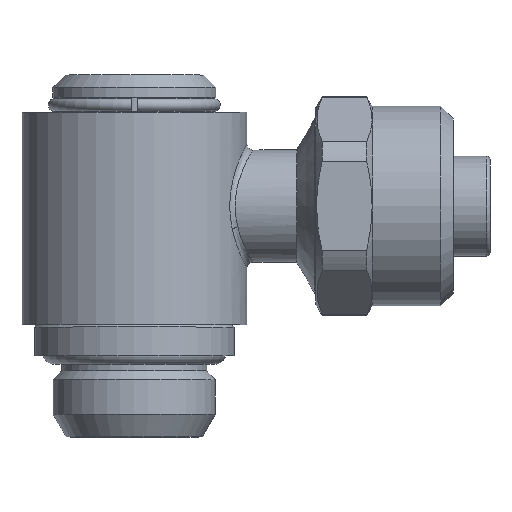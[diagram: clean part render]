
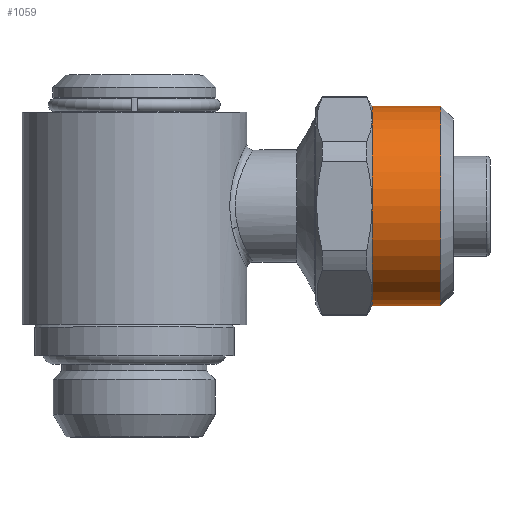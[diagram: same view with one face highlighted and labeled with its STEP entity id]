
A CAD part, top view. The second image highlights one B-rep face of the part: STEP entity #1059.
In plain terms, the highlighted cylindrical face has radius 8 mm (diameter 16 mm), a full revolution.
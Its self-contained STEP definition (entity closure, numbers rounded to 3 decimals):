
#131=CYLINDRICAL_SURFACE('',#1166,8.);
#190=FACE_BOUND('',#352,.T.);
#260=FACE_OUTER_BOUND('',#351,.T.);
#351=EDGE_LOOP('',(#489));
#352=EDGE_LOOP('',(#490,#491,#492,#493,#494,#495));
#489=ORIENTED_EDGE('',*,*,#759,.T.);
#490=ORIENTED_EDGE('',*,*,#760,.F.);
#491=ORIENTED_EDGE('',*,*,#761,.F.);
#492=ORIENTED_EDGE('',*,*,#762,.F.);
#493=ORIENTED_EDGE('',*,*,#763,.F.);
#494=ORIENTED_EDGE('',*,*,#764,.F.);
#495=ORIENTED_EDGE('',*,*,#765,.F.);
#759=EDGE_CURVE('',#897,#897,#994,.T.);
#760=EDGE_CURVE('',#898,#899,#995,.T.);
#761=EDGE_CURVE('',#900,#898,#996,.T.);
#762=EDGE_CURVE('',#901,#900,#997,.T.);
#763=EDGE_CURVE('',#902,#901,#998,.T.);
#764=EDGE_CURVE('',#903,#902,#999,.T.);
#765=EDGE_CURVE('',#899,#903,#1000,.T.);
#897=VERTEX_POINT('',#1758);
#898=VERTEX_POINT('',#1761);
#899=VERTEX_POINT('',#1762);
#900=VERTEX_POINT('',#1764);
#901=VERTEX_POINT('',#1766);
#902=VERTEX_POINT('',#1768);
#903=VERTEX_POINT('',#1770);
#994=CIRCLE('',#1165,8.);
#995=CIRCLE('',#1167,8.);
#996=CIRCLE('',#1168,8.);
#997=CIRCLE('',#1169,8.);
#998=CIRCLE('',#1170,8.);
#999=CIRCLE('',#1171,8.);
#1000=CIRCLE('',#1172,8.);
#1059=ADVANCED_FACE('',(#260,#190),#131,.T.);
#1165=AXIS2_PLACEMENT_3D('',#1759,#1350,#1351);
#1166=AXIS2_PLACEMENT_3D('',#1760,#1352,#1353);
#1167=AXIS2_PLACEMENT_3D('',#1763,#1354,#1355);
#1168=AXIS2_PLACEMENT_3D('',#1765,#1356,#1357);
#1169=AXIS2_PLACEMENT_3D('',#1767,#1358,#1359);
#1170=AXIS2_PLACEMENT_3D('',#1769,#1360,#1361);
#1171=AXIS2_PLACEMENT_3D('',#1771,#1362,#1363);
#1172=AXIS2_PLACEMENT_3D('',#1772,#1364,#1365);
#1350=DIRECTION('center_axis',(-1.,0.,0.));
#1351=DIRECTION('ref_axis',(0.,0.,-1.));
#1352=DIRECTION('center_axis',(-1.,0.,0.));
#1353=DIRECTION('ref_axis',(0.,0.,-1.));
#1354=DIRECTION('center_axis',(-1.,0.,0.));
#1355=DIRECTION('ref_axis',(0.,0.,-1.));
#1356=DIRECTION('center_axis',(-1.,0.,0.));
#1357=DIRECTION('ref_axis',(0.,0.,-1.));
#1358=DIRECTION('center_axis',(-1.,0.,0.));
#1359=DIRECTION('ref_axis',(0.,0.,-1.));
#1360=DIRECTION('center_axis',(-1.,0.,0.));
#1361=DIRECTION('ref_axis',(0.,0.,-1.));
#1362=DIRECTION('center_axis',(-1.,0.,0.));
#1363=DIRECTION('ref_axis',(0.,0.,-1.));
#1364=DIRECTION('center_axis',(-1.,0.,0.));
#1365=DIRECTION('ref_axis',(0.,0.,-1.));
#1758=CARTESIAN_POINT('',(24.552,18.5,-8.));
#1759=CARTESIAN_POINT('Origin',(24.552,18.5,0.));
#1760=CARTESIAN_POINT('Origin',(11.339,18.5,0.));
#1761=CARTESIAN_POINT('',(19.052,25.428,-4.));
#1762=CARTESIAN_POINT('',(19.052,18.5,-8.));
#1763=CARTESIAN_POINT('Origin',(19.052,18.5,0.));
#1764=CARTESIAN_POINT('',(19.052,25.428,4.));
#1765=CARTESIAN_POINT('Origin',(19.052,18.5,0.));
#1766=CARTESIAN_POINT('',(19.052,18.5,8.));
#1767=CARTESIAN_POINT('Origin',(19.052,18.5,0.));
#1768=CARTESIAN_POINT('',(19.052,11.572,4.));
#1769=CARTESIAN_POINT('Origin',(19.052,18.5,0.));
#1770=CARTESIAN_POINT('',(19.052,11.572,-4.));
#1771=CARTESIAN_POINT('Origin',(19.052,18.5,0.));
#1772=CARTESIAN_POINT('Origin',(19.052,18.5,0.));
